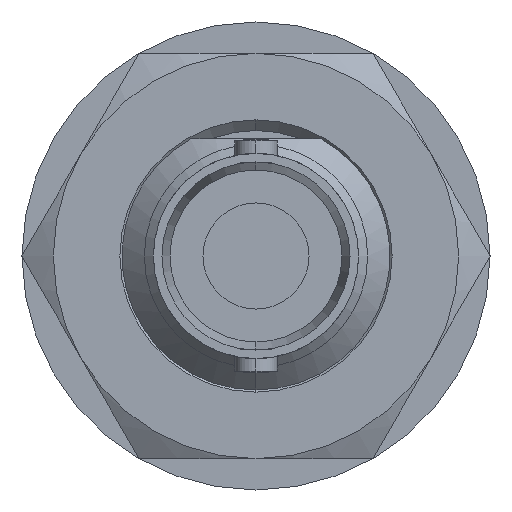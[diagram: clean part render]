
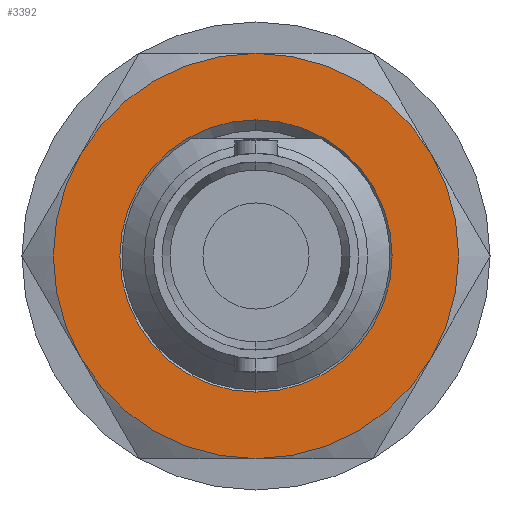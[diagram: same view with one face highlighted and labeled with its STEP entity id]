
A CAD part, left-side view. The second image highlights one B-rep face of the part: STEP entity #3392.
In plain terms, the highlighted planar face has unit normal (-1, 0, 0).
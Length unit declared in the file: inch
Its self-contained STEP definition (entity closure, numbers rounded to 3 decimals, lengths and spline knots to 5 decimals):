
#154 = FACE_OUTER_BOUND ( 'NONE', #2789, .T. ) ;
#220 = DIRECTION ( 'NONE',  ( 0., 0., -1. ) ) ;
#362 = CARTESIAN_POINT ( 'NONE',  ( 0., 0., 0. ) ) ;
#379 = CIRCLE ( 'NONE', #5979, 0.375 ) ;
#470 = AXIS2_PLACEMENT_3D ( 'NONE', #5632, #2884, #1782 ) ;
#524 = CIRCLE ( 'NONE', #6342, 0.25197 ) ;
#575 = AXIS2_PLACEMENT_3D ( 'NONE', #2040, #4840, #3308 ) ;
#782 = EDGE_CURVE ( 'NONE', #6298, #1345, #4033, .T. ) ;
#818 = EDGE_CURVE ( 'NONE', #4316, #6031, #524, .T. ) ;
#834 = ORIENTED_EDGE ( 'NONE', *, *, #6324, .F. ) ;
#864 = AXIS2_PLACEMENT_3D ( 'NONE', #2673, #1680, #3947 ) ;
#999 = DIRECTION ( 'NONE',  ( 0., 0., -1. ) ) ;
#1123 = EDGE_CURVE ( 'NONE', #7015, #6298, #4813, .T. ) ;
#1325 = AXIS2_PLACEMENT_3D ( 'NONE', #362, #3127, #2576 ) ;
#1345 = VERTEX_POINT ( 'NONE', #2950 ) ;
#1543 = DIRECTION ( 'NONE',  ( 0., 0., -1. ) ) ;
#1618 = ORIENTED_EDGE ( 'NONE', *, *, #818, .T. ) ;
#1680 = DIRECTION ( 'NONE',  ( 1., 0., 0. ) ) ;
#1687 = CARTESIAN_POINT ( 'NONE',  ( 0., 0., 0. ) ) ;
#1725 = DIRECTION ( 'NONE',  ( 0., 0., -1. ) ) ;
#1782 = DIRECTION ( 'NONE',  ( 0., 0., -1. ) ) ;
#2040 = CARTESIAN_POINT ( 'NONE',  ( 0., 0., 0. ) ) ;
#2072 = DIRECTION ( 'NONE',  ( 1., 0., 0. ) ) ;
#2203 = DIRECTION ( 'NONE',  ( 0., 0., -1. ) ) ;
#2445 = EDGE_CURVE ( 'NONE', #6162, #5179, #4600, .T. ) ;
#2576 = DIRECTION ( 'NONE',  ( 0., 0., -1. ) ) ;
#2673 = CARTESIAN_POINT ( 'NONE',  ( 0., 0., 0. ) ) ;
#2738 = AXIS2_PLACEMENT_3D ( 'NONE', #6940, #5153, #220 ) ;
#2774 = CARTESIAN_POINT ( 'NONE',  ( 0., -0.32476, 0.1875 ) ) ;
#2789 = EDGE_LOOP ( 'NONE', ( #4095, #7170, #4681, #834, #5599, #5648 ) ) ;
#2884 = DIRECTION ( 'NONE',  ( 1., 0., 0. ) ) ;
#2950 = CARTESIAN_POINT ( 'NONE',  ( 0., 0.32476, 0.1875 ) ) ;
#3067 = CARTESIAN_POINT ( 'NONE',  ( 0., 0., -0.25197 ) ) ;
#3127 = DIRECTION ( 'NONE',  ( 1., 0., 0. ) ) ;
#3308 = DIRECTION ( 'NONE',  ( 0., 0., -1. ) ) ;
#3392 = ADVANCED_FACE ( 'NONE', ( #5589, #154 ), #6356, .F. ) ;
#3424 = CARTESIAN_POINT ( 'NONE',  ( 0., -0.32476, -0.1875 ) ) ;
#3436 = DIRECTION ( 'NONE',  ( 1., 0., 0. ) ) ;
#3869 = EDGE_CURVE ( 'NONE', #5179, #7015, #379, .T. ) ;
#3947 = DIRECTION ( 'NONE',  ( 0., 0., -1. ) ) ;
#3975 = EDGE_LOOP ( 'NONE', ( #1618, #5469 ) ) ;
#4033 = CIRCLE ( 'NONE', #864, 0.375 ) ;
#4095 = ORIENTED_EDGE ( 'NONE', *, *, #3869, .F. ) ;
#4316 = VERTEX_POINT ( 'NONE', #6179 ) ;
#4352 = AXIS2_PLACEMENT_3D ( 'NONE', #5849, #5350, #999 ) ;
#4600 = CIRCLE ( 'NONE', #1325, 0.375 ) ;
#4681 = ORIENTED_EDGE ( 'NONE', *, *, #5349, .F. ) ;
#4783 = VERTEX_POINT ( 'NONE', #6205 ) ;
#4813 = CIRCLE ( 'NONE', #4352, 0.375 ) ;
#4840 = DIRECTION ( 'NONE',  ( 1., 0., 0. ) ) ;
#4890 = EDGE_CURVE ( 'NONE', #6031, #4316, #6049, .T. ) ;
#5153 = DIRECTION ( 'NONE',  ( 1., 0., 0. ) ) ;
#5179 = VERTEX_POINT ( 'NONE', #3424 ) ;
#5349 = EDGE_CURVE ( 'NONE', #4783, #6162, #6397, .T. ) ;
#5350 = DIRECTION ( 'NONE',  ( 1., 0., 0. ) ) ;
#5469 = ORIENTED_EDGE ( 'NONE', *, *, #4890, .T. ) ;
#5589 = FACE_BOUND ( 'NONE', #3975, .T. ) ;
#5599 = ORIENTED_EDGE ( 'NONE', *, *, #782, .F. ) ;
#5632 = CARTESIAN_POINT ( 'NONE',  ( 0., 0., 0. ) ) ;
#5648 = ORIENTED_EDGE ( 'NONE', *, *, #1123, .F. ) ;
#5849 = CARTESIAN_POINT ( 'NONE',  ( 0., 0., 0. ) ) ;
#5935 = AXIS2_PLACEMENT_3D ( 'NONE', #6528, #2072, #1543 ) ;
#5979 = AXIS2_PLACEMENT_3D ( 'NONE', #1687, #6161, #1725 ) ;
#6031 = VERTEX_POINT ( 'NONE', #3067 ) ;
#6049 = CIRCLE ( 'NONE', #5935, 0.25197 ) ;
#6155 = CARTESIAN_POINT ( 'NONE',  ( 0., 0., 0. ) ) ;
#6161 = DIRECTION ( 'NONE',  ( 1., 0., 0. ) ) ;
#6162 = VERTEX_POINT ( 'NONE', #2774 ) ;
#6179 = CARTESIAN_POINT ( 'NONE',  ( 0., 0., 0.25197 ) ) ;
#6199 = CARTESIAN_POINT ( 'NONE',  ( 0., 0., -0.375 ) ) ;
#6205 = CARTESIAN_POINT ( 'NONE',  ( 0., 0., 0.375 ) ) ;
#6298 = VERTEX_POINT ( 'NONE', #6800 ) ;
#6324 = EDGE_CURVE ( 'NONE', #1345, #4783, #6642, .T. ) ;
#6342 = AXIS2_PLACEMENT_3D ( 'NONE', #6155, #3436, #2203 ) ;
#6356 = PLANE ( 'NONE',  #2738 ) ;
#6397 = CIRCLE ( 'NONE', #575, 0.375 ) ;
#6528 = CARTESIAN_POINT ( 'NONE',  ( 0., 0., 0. ) ) ;
#6642 = CIRCLE ( 'NONE', #470, 0.375 ) ;
#6800 = CARTESIAN_POINT ( 'NONE',  ( 0., 0.32476, -0.1875 ) ) ;
#6940 = CARTESIAN_POINT ( 'NONE',  ( 0., 0., 0. ) ) ;
#7015 = VERTEX_POINT ( 'NONE', #6199 ) ;
#7170 = ORIENTED_EDGE ( 'NONE', *, *, #2445, .F. ) ;
